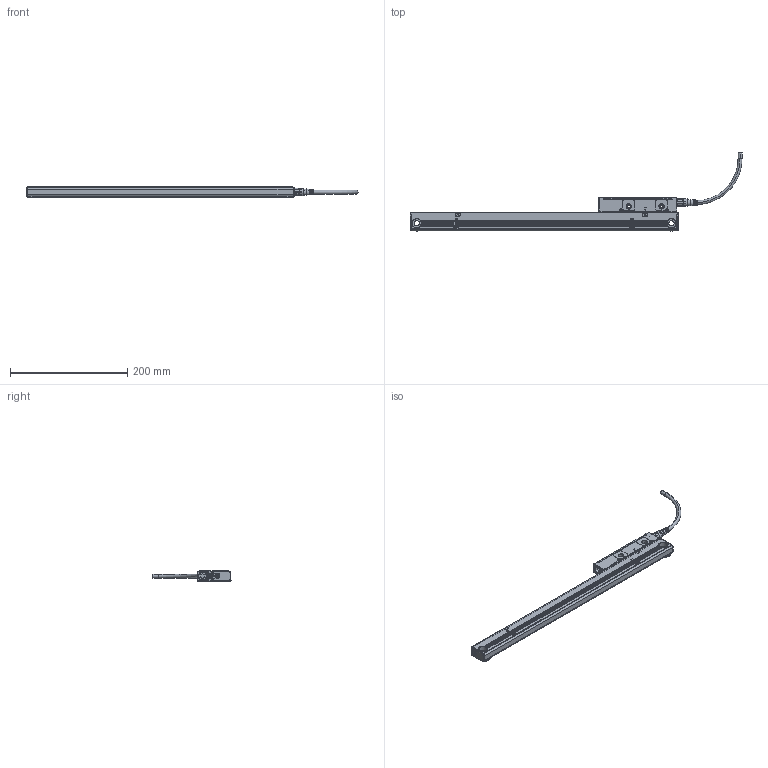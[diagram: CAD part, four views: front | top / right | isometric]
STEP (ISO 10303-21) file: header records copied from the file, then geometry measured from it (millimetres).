
FILE_DESCRIPTION(('CATIA V5 STEP'),'2;1');
FILE_NAME('SR27A-032-L.stp','2013-11-26T02:09:05+00:00',('none'),('none'),'CATIA Version 5 Release 19 SP 6 (IN-10)','CATIA V5 STEP AP214','none');
FILE_SCHEMA(('AUTOMOTIVE_DESIGN { 1 0 10303 214 1 1 1 1 }'));
Length unit declared in the file: millimetre
Products named in the file (1): SR27A-032-L
Bounding box: 566.9 x 133.65 x 17.85 mm (x, y, z)
Volume: 277879.2 mm3; surface area: 82820 mm2
Topology: 1 solids, 45 shells, 2226 faces, 5830 edges, 3695 vertices
Faces by surface type: plane 1055, cylinder 845, cone 118, torus 114, bspline 68, sphere 26
Entity records: 67639 total; most frequent: CARTESIAN_POINT 17669, ORIENTED_EDGE 11568, DIRECTION 7995, EDGE_CURVE 5784, VERTEX_POINT 3695, AXIS2_PLACEMENT_3D 3348, VECTOR 3270, LINE 3270
